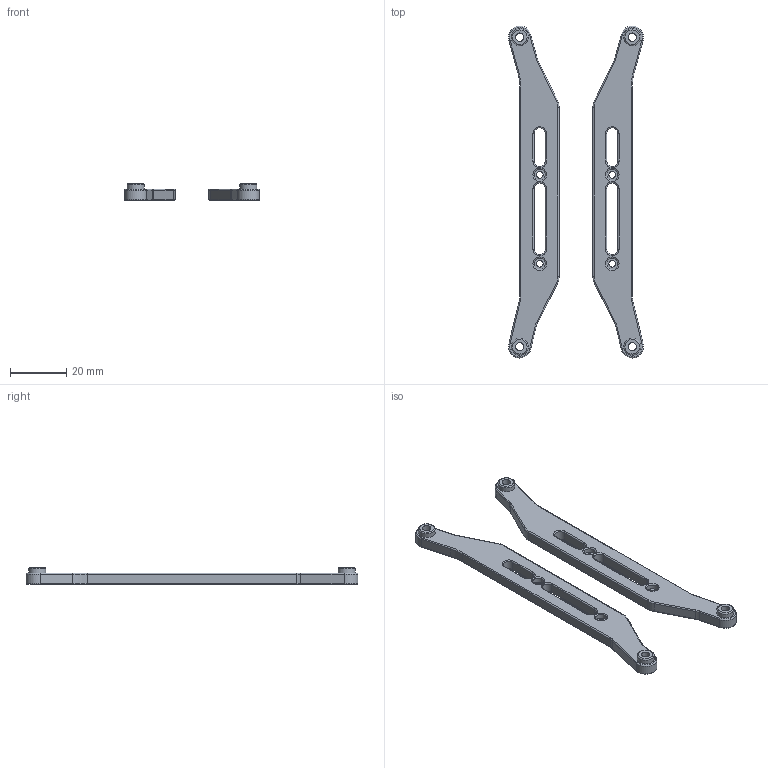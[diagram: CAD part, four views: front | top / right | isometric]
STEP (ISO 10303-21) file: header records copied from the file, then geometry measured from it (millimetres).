
FILE_DESCRIPTION(('FreeCAD Model'),'2;1');
FILE_NAME('Open CASCADE Shape Model','2024-05-14T18:00:42',(''),(''), 'Open CASCADE STEP processor 7.6','FreeCAD','Unknown');
FILE_SCHEMA(('AUTOMOTIVE_DESIGN { 1 0 10303 214 1 1 1 1 }'));
Length unit declared in the file: millimetre
Products named in the file (1): Fusion
Bounding box: 47.98 x 117.98 x 6 mm (x, y, z)
Volume: 9816.5 mm3; surface area: 7869.3 mm2
Topology: 2 solids, 2 shells, 184 faces, 408 edges, 236 vertices
Faces by surface type: cylinder 92, torus 56, plane 36
Full cylindrical faces by diameter (mm): 2.4 x4, 3 x8, 4 x4, 6 x4
Entity records: 10467 total; most frequent: CARTESIAN_POINT 1991, DIRECTION 1692, ORIENTED_EDGE 816, PCURVE 816, DEFINITIONAL_REPRESENTATION 816, LINE 794, VECTOR 794, AXIS2_PLACEMENT_3D 429
